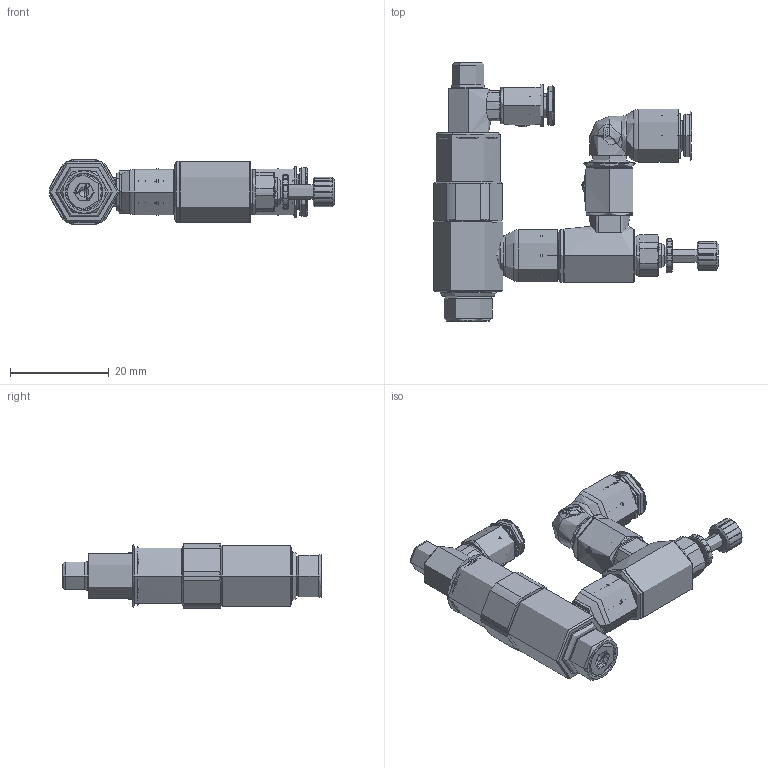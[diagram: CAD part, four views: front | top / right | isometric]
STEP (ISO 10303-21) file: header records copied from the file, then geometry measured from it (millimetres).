
FILE_DESCRIPTION(('STEP AP214'),'1');
FILE_NAME('7894_06_10.stp','2016-07-07T14:55:58',('TraceParts'),('TraceParts S.A.'),'Spatial InterOp 3D',' ',' ');
FILE_SCHEMA(('automotive_design'));
Length unit declared in the file: millimetre
Products named in the file (46): w894-06-10_asm|42100-PURGE_ASM_23#42100-PURGE_ASM|44104-64_ASM_21#44104-64_ASM|44104-26_17#44104-26;Solide1; w894-06-10_asm|42100-PURGE_ASM_23#42100-PURGE_ASM|44104-64_ASM_21#44104-64_ASM|44104_18#44104;Solide1; w894-06-10_asm|42100-PURGE_ASM_23#42100-PURGE_ASM|44104-64_ASM_21#44104-64_ASM|44104-27_19#44104-27;Solide1; w894-06-10_asm|42100-PURGE_ASM_23#42100-PURGE_ASM|44104-64_ASM_21#44104-64_ASM|44124-20_20#44124-20;Solide1; w894-06-10_asm|42100-PURGE_ASM_23#42100-PURGE_ASM|42100-10_SERTI_9#42100-10_SERTI;Solide1; w894-06-10_asm|42100-PURGE_ASM_23#42100-PURGE_ASM|42101-11_10#42101-11;Solide1; w894-06-10_asm|42100-PURGE_ASM_23#42100-PURGE_ASM|42101-12_11#42101-12;Solide1; w894-06-10_asm|42100-PURGE_ASM_23#42100-PURGE_ASM|42101-13_12#42101-13;Solide1; w894-06-10_asm|42100-PURGE_ASM_23#42100-PURGE_ASM|24116_ASM_D3-9_D2-4_LG1-4_13#24116_ASM_D3-9_D2-4_LG1-4;Solide1; w894-06-10_asm|42100-PURGE_ASM_23#42100-PURGE_ASM|32785_14#32785;Solide1; w894-06-10_asm|42100-PURGE_ASM_23#42100-PURGE_ASM|23800-D6_8-D5_3-LG1_3_15#23800-D6_8-D5_3-LG1_3;Solide1; w894-06-10_asm|42100-PURGE_ASM_23#42100-PURGE_ASM|23800-D6_95-D5_5-LG1_2_16#23800-D6_95-D5_5-LG1_2;Solide1; w894-06-10_asm|42100-PURGE_ASM_23#42100-PURGE_ASM|44104-12-ASM_22#44104-12-ASM;Solide1; w894-06-10_asm|42100-20_ASM_48#42100-20_ASM|44106-63_ASM_45#44106-63_ASM|44106-26_42#44106-26;Solide1; w894-06-10_asm|42100-20_ASM_48#42100-20_ASM|44106-63_ASM_45#44106-63_ASM|44106_43#44106;Solide1; w894-06-10_asm|42100-20_ASM_48#42100-20_ASM|44106-63_ASM_45#44106-63_ASM|44106-27_44#44106-27;Solide1; w894-06-10_asm|42100-20_ASM_48#42100-20_ASM|38960-SERTI_28#38960-SERTI;Solide1; w894-06-10_asm|42100-20_ASM_48#42100-20_ASM|39317-99_29#39317-99;Solide1; w894-06-10_asm|42100-20_ASM_48#42100-20_ASM|38936-20-99_30#38936-20-99;Solide1; w894-06-10_asm|42100-20_ASM_48#42100-20_ASM|23693_ASM_D3_3_D1_25_LG1_5_31#23693_ASM_D3_3_D1_25_LG1_5;Solide1; w894-06-10_asm|42100-20_ASM_48#42100-20_ASM|38911-01_32#38911-01;Solide1; w894-06-10_asm|42100-20_ASM_48#42100-20_ASM|38912-01_33#38912-01;Solide1; w894-06-10_asm|42100-20_ASM_48#42100-20_ASM|23502-D9_12-D7_1-LG1_9_34#23502-D9_12-D7_1-LG1_9;Solide1; w894-06-10_asm|42100-20_ASM_48#42100-20_ASM|23814-25-ASS_35#23814-25-ASS;Solide1; w894-06-10_asm|42100-20_ASM_48#42100-20_ASM|23309-D9_95-D7_6-LG1_7_36#23309-D9_95-D7_6-LG1_7;Solide1; w894-06-10_asm|42100-20_ASM_48#42100-20_ASM|32789-ECH-CARP_37#32789-ECH-CARP;Solide1; w894-06-10_asm|42100-20_ASM_48#42100-20_ASM|23423_ASM_D6_05_D8_95_LG2_65_38#23423_ASM_D6_05_D8_95_LG2_65;Solide1; w894-06-10_asm|42100-20_ASM_48#42100-20_ASM|45559_39#45559;Solide1; w894-06-10_asm|42100-20_ASM_48#42100-20_ASM|44506-01_40#44506-01;Solide1; w894-06-10_asm|42100-20_ASM_48#42100-20_ASM|44106-12-ASM_41#44106-12-ASM;Solide1; w894-06-10_asm|42100-20_ASM_48#42100-20_ASM|44126-20_46#44126-20;Solide1; w894-06-10_asm|42100-20_ASM_48#42100-20_ASM|40426_ASM_D6_65_D5-15_LG1_45_47#40426_ASM_D6_65_D5-15_LG1_45;Solide1; w894-06-10_asm|D6122-42100-01_0#D6122-42100-01;Solide1; w894-06-10_asm|42100-02_1#42100-02;Solide1; w894-06-10_asm|42100-03_2#42100-03;Solide1; w894-06-10_asm|D6122-42100-04_3#D6122-42100-04;Solide1; w894-06-10_asm|42100-05_4#42100-05;Solide1; w894-06-10_asm|42100-06_5#42100-06;Solide1; w894-06-10_asm|42100-07_6#42100-07;Solide1; w894-06-10_asm|42100-08_7#42100-08;Solide1 ...
Bounding box: 57.6 x 52.14 x 13 mm (x, y, z)
Volume: 9486.3 mm3; surface area: 17465.8 mm2
Topology: 46 solids, 46 shells, 2693 faces, 7023 edges, 4464 vertices
Faces by surface type: plane 851, cylinder 676, torus 455, cone 404, bspline 293, sphere 14
Entity records: 133752 total; most frequent: CARTESIAN_POINT 44934, DIRECTION 14182, ORIENTED_EDGE 14014, EDGE_CURVE 7007, AXIS2_PLACEMENT_3D 5693, VERTEX_POINT 4464, CIRCLE 3073, EDGE_LOOP 2863
